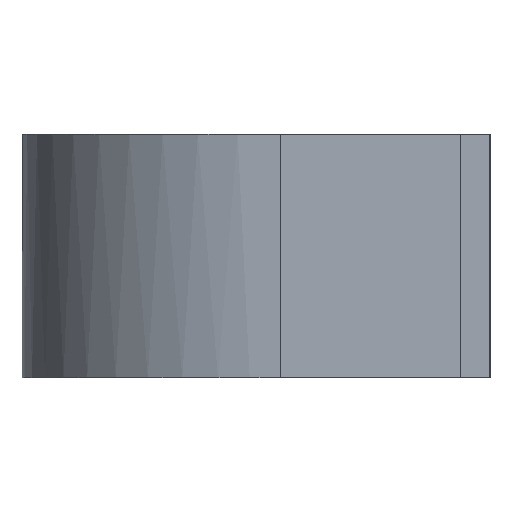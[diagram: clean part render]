
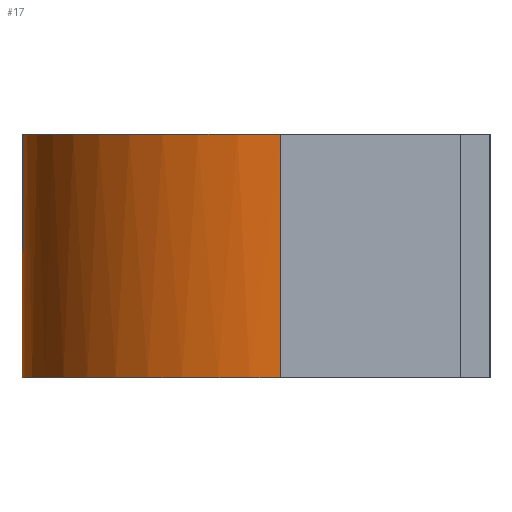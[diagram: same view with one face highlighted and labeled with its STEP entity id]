
A CAD part, left-side view. The second image highlights one B-rep face of the part: STEP entity #17.
In plain terms, the highlighted free-form (B-spline) face has degree [2, 1] with [9, 2] control points.
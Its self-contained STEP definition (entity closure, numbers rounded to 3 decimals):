
#17=ADVANCED_FACE('',(#37),#307,.T.);
#37=FACE_OUTER_BOUND('',#57,.T.);
#57=EDGE_LOOP('',(#79,#80,#81,#82));
#79=ORIENTED_EDGE('',*,*,#172,.T.);
#80=ORIENTED_EDGE('',*,*,#173,.T.);
#81=ORIENTED_EDGE('',*,*,#171,.T.);
#82=ORIENTED_EDGE('',*,*,#174,.T.);
#171=EDGE_CURVE('',#264,#263,#225,.T.);
#172=EDGE_CURVE('',#265,#266,#226,.T.);
#173=EDGE_CURVE('',#266,#264,#217,.T.);
#174=EDGE_CURVE('',#263,#265,#218,.T.);
#217=(
BOUNDED_CURVE()
B_SPLINE_CURVE(2,(#489,#490,#491,#492,#493),.UNSPECIFIED.,.F.,.F.)
B_SPLINE_CURVE_WITH_KNOTS((3,2,3),(-81.49,-40.745,
0.),.UNSPECIFIED.)
CURVE()
GEOMETRIC_REPRESENTATION_ITEM()
RATIONAL_B_SPLINE_CURVE((1.,0.719,1.,0.719,1.))
REPRESENTATION_ITEM('')
);
#218=(
BOUNDED_CURVE()
B_SPLINE_CURVE(2,(#494,#495,#496,#497,#498),.UNSPECIFIED.,.F.,.F.)
B_SPLINE_CURVE_WITH_KNOTS((3,2,3),(0.,40.745,81.49),
 .UNSPECIFIED.)
CURVE()
GEOMETRIC_REPRESENTATION_ITEM()
RATIONAL_B_SPLINE_CURVE((1.,0.719,1.,0.719,1.))
REPRESENTATION_ITEM('')
);
#225=B_SPLINE_CURVE_WITH_KNOTS('',1,(#485,#486),.UNSPECIFIED.,.F.,.F.,(2,
2),(-25.,0.),.UNSPECIFIED.);
#226=B_SPLINE_CURVE_WITH_KNOTS('',1,(#487,#488),.UNSPECIFIED.,.F.,.F.,(2,
2),(0.,25.),.UNSPECIFIED.);
#263=VERTEX_POINT('',#457);
#264=VERTEX_POINT('',#458);
#265=VERTEX_POINT('',#459);
#266=VERTEX_POINT('',#460);
#307=(
BOUNDED_SURFACE()
B_SPLINE_SURFACE(2,1,((#369,#370),(#371,#372),(#373,#374),(#375,#376),(#377,
#378),(#379,#380),(#381,#382),(#383,#384),(#385,#386)),.UNSPECIFIED.,.T.,
 .F.,.F.)
B_SPLINE_SURFACE_WITH_KNOTS((3,2,2,2,3),(2,2),(0.,41.671,83.342,
125.013,166.684),(0.,30.002),.UNSPECIFIED.)
GEOMETRIC_REPRESENTATION_ITEM()
RATIONAL_B_SPLINE_SURFACE(((1.,1.),(0.707,0.707),
(1.,1.),(0.707,0.707),(1.,1.),(0.707,
0.707),(1.,1.),(0.707,0.707),(1.,1.)))
REPRESENTATION_ITEM('')
SURFACE()
);
#369=CARTESIAN_POINT('',(80.057,21.471,15.001));
#370=CARTESIAN_POINT('',(80.057,21.471,-15.001));
#371=CARTESIAN_POINT('',(80.057,-5.057,15.001));
#372=CARTESIAN_POINT('',(80.057,-5.057,-15.001));
#373=CARTESIAN_POINT('',(53.529,-5.057,15.001));
#374=CARTESIAN_POINT('',(53.529,-5.057,-15.001));
#375=CARTESIAN_POINT('',(27.,-5.057,15.001));
#376=CARTESIAN_POINT('',(27.,-5.057,-15.001));
#377=CARTESIAN_POINT('',(27.,21.471,15.001));
#378=CARTESIAN_POINT('',(27.,21.471,-15.001));
#379=CARTESIAN_POINT('',(27.,48.,15.001));
#380=CARTESIAN_POINT('',(27.,48.,-15.001));
#381=CARTESIAN_POINT('',(53.529,48.,15.001));
#382=CARTESIAN_POINT('',(53.529,48.,-15.001));
#383=CARTESIAN_POINT('',(80.057,48.,15.001));
#384=CARTESIAN_POINT('',(80.057,48.,-15.001));
#385=CARTESIAN_POINT('',(80.057,21.471,15.001));
#386=CARTESIAN_POINT('',(80.057,21.471,-15.001));
#457=CARTESIAN_POINT('',(27.,21.471,12.5));
#458=CARTESIAN_POINT('',(27.,21.471,-12.5));
#459=CARTESIAN_POINT('',(79.993,23.322,12.5));
#460=CARTESIAN_POINT('',(79.993,23.322,-12.5));
#485=CARTESIAN_POINT('',(27.,21.471,-12.5));
#486=CARTESIAN_POINT('',(27.,21.471,12.5));
#487=CARTESIAN_POINT('',(79.993,23.322,12.5));
#488=CARTESIAN_POINT('',(79.993,23.322,-12.5));
#489=CARTESIAN_POINT('',(79.993,23.322,-12.5));
#490=CARTESIAN_POINT('',(78.206,48.878,-12.5));
#491=CARTESIAN_POINT('',(52.603,47.984,-12.5));
#492=CARTESIAN_POINT('',(27.,47.09,-12.5));
#493=CARTESIAN_POINT('',(27.,21.471,-12.5));
#494=CARTESIAN_POINT('',(27.,21.471,12.5));
#495=CARTESIAN_POINT('',(27.,47.09,12.5));
#496=CARTESIAN_POINT('',(52.603,47.984,12.5));
#497=CARTESIAN_POINT('',(78.206,48.878,12.5));
#498=CARTESIAN_POINT('',(79.993,23.322,12.5));
